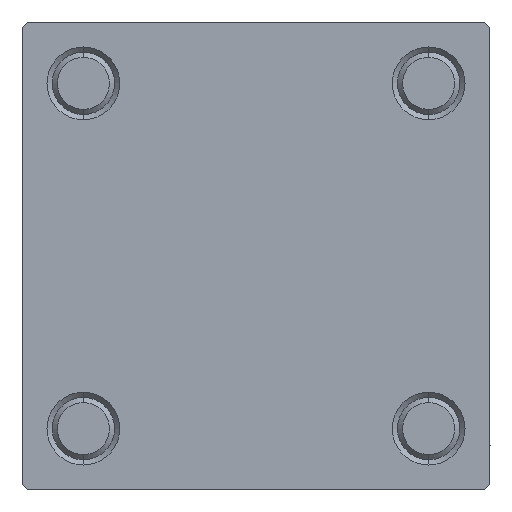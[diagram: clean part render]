
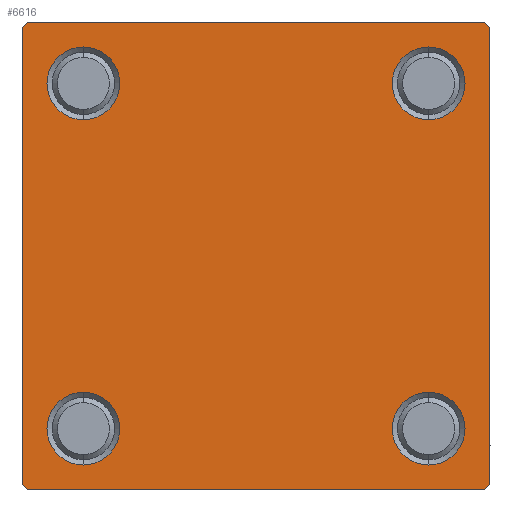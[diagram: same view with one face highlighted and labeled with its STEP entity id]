
A CAD part, left-side view. The second image highlights one B-rep face of the part: STEP entity #6616.
In plain terms, the highlighted planar face has unit normal (-1, 0, 0).
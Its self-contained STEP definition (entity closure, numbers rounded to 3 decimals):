
#53 = LINE ( 'NONE', #11431, #9206 ) ;
#274 = EDGE_LOOP ( 'NONE', ( #21866, #40406 ) ) ;
#479 = DIRECTION ( 'NONE',  ( 0., -0.707, -0.707 ) ) ;
#663 = LINE ( 'NONE', #36029, #20480 ) ;
#1128 = FACE_BOUND ( 'NONE', #46462, .T. ) ;
#1495 = CIRCLE ( 'NONE', #6345, 3.5 ) ;
#1721 = DIRECTION ( 'NONE',  ( 0., 0., 1. ) ) ;
#1800 = CARTESIAN_POINT ( 'NONE',  ( 0., 16.6, -20.1 ) ) ;
#1886 = DIRECTION ( 'NONE',  ( 0., 0., 1. ) ) ;
#1978 = DIRECTION ( 'NONE',  ( 1., 0., 0. ) ) ;
#2047 = DIRECTION ( 'NONE',  ( 0., -1., 0. ) ) ;
#2133 = FACE_OUTER_BOUND ( 'NONE', #25922, .T. ) ;
#2572 = DIRECTION ( 'NONE',  ( 0., 0., 1. ) ) ;
#3045 = EDGE_CURVE ( 'NONE', #29026, #44008, #13752, .T. ) ;
#4224 = ORIENTED_EDGE ( 'NONE', *, *, #33535, .T. ) ;
#4450 = CIRCLE ( 'NONE', #38377, 3.5 ) ;
#4647 = CIRCLE ( 'NONE', #23198, 3.5 ) ;
#4648 = EDGE_CURVE ( 'NONE', #26051, #33854, #29609, .T. ) ;
#4755 = DIRECTION ( 'NONE',  ( 1., 0., 0. ) ) ;
#4819 = ORIENTED_EDGE ( 'NONE', *, *, #3045, .T. ) ;
#5385 = EDGE_CURVE ( 'NONE', #38643, #41344, #39376, .T. ) ;
#5818 = CARTESIAN_POINT ( 'NONE',  ( 0., -22.5, 22. ) ) ;
#5859 = CARTESIAN_POINT ( 'NONE',  ( 0., -16.6, 16.6 ) ) ;
#6021 = DIRECTION ( 'NONE',  ( 0., 0., 1. ) ) ;
#6345 = AXIS2_PLACEMENT_3D ( 'NONE', #5859, #18247, #2572 ) ;
#6616 = ADVANCED_FACE ( 'NONE', ( #9713, #21347, #1128, #36765, #2133 ), #36009, .T. ) ;
#6964 = CARTESIAN_POINT ( 'NONE',  ( 0., -22.25, 22.25 ) ) ;
#7325 = LINE ( 'NONE', #35108, #7852 ) ;
#7505 = CARTESIAN_POINT ( 'NONE',  ( 0., -22., 22.5 ) ) ;
#7687 = ORIENTED_EDGE ( 'NONE', *, *, #10547, .T. ) ;
#7769 = CARTESIAN_POINT ( 'NONE',  ( 0., -22.5, 22.5 ) ) ;
#7852 = VECTOR ( 'NONE', #479, 1000. ) ;
#8849 = EDGE_LOOP ( 'NONE', ( #20058, #35106 ) ) ;
#9206 = VECTOR ( 'NONE', #49401, 1000. ) ;
#9295 = CARTESIAN_POINT ( 'NONE',  ( 0., 16.6, -16.6 ) ) ;
#9496 = EDGE_CURVE ( 'NONE', #49570, #41344, #23219, .T. ) ;
#9584 = AXIS2_PLACEMENT_3D ( 'NONE', #37386, #10586, #11578 ) ;
#9713 = FACE_BOUND ( 'NONE', #8849, .T. ) ;
#10547 = EDGE_CURVE ( 'NONE', #40711, #13921, #7325, .T. ) ;
#10586 = DIRECTION ( 'NONE',  ( 1., 0., 0. ) ) ;
#10751 = EDGE_CURVE ( 'NONE', #12525, #41818, #4647, .T. ) ;
#11397 = ORIENTED_EDGE ( 'NONE', *, *, #4648, .T. ) ;
#11431 = CARTESIAN_POINT ( 'NONE',  ( 0., 22.5, 22.5 ) ) ;
#11578 = DIRECTION ( 'NONE',  ( 0., 0., 1. ) ) ;
#12512 = CARTESIAN_POINT ( 'NONE',  ( 0., 0., 0. ) ) ;
#12525 = VERTEX_POINT ( 'NONE', #33141 ) ;
#12661 = AXIS2_PLACEMENT_3D ( 'NONE', #12512, #16555, #47915 ) ;
#13513 = CARTESIAN_POINT ( 'NONE',  ( 0., -16.6, -16.6 ) ) ;
#13572 = CARTESIAN_POINT ( 'NONE',  ( 0., 16.6, 20.1 ) ) ;
#13752 = LINE ( 'NONE', #14254, #24678 ) ;
#13799 = DIRECTION ( 'NONE',  ( 0., 0.707, 0.707 ) ) ;
#13921 = VERTEX_POINT ( 'NONE', #48039 ) ;
#14031 = EDGE_CURVE ( 'NONE', #42568, #26793, #42713, .T. ) ;
#14254 = CARTESIAN_POINT ( 'NONE',  ( 0., 22.25, 22.25 ) ) ;
#14526 = ORIENTED_EDGE ( 'NONE', *, *, #16710, .F. ) ;
#14582 = ORIENTED_EDGE ( 'NONE', *, *, #46627, .T. ) ;
#14583 = EDGE_CURVE ( 'NONE', #34306, #19683, #1495, .T. ) ;
#15131 = DIRECTION ( 'NONE',  ( 0., -0.707, 0.707 ) ) ;
#16107 = CARTESIAN_POINT ( 'NONE',  ( 0., -22., -22.5 ) ) ;
#16555 = DIRECTION ( 'NONE',  ( -1., 0., 0. ) ) ;
#16710 = EDGE_CURVE ( 'NONE', #29026, #40020, #29357, .T. ) ;
#17072 = DIRECTION ( 'NONE',  ( 0., -1., 0. ) ) ;
#18247 = DIRECTION ( 'NONE',  ( 1., 0., 0. ) ) ;
#18824 = ORIENTED_EDGE ( 'NONE', *, *, #9496, .T. ) ;
#19683 = VERTEX_POINT ( 'NONE', #27972 ) ;
#19948 = VECTOR ( 'NONE', #15131, 1000. ) ;
#20058 = ORIENTED_EDGE ( 'NONE', *, *, #14583, .T. ) ;
#20080 = CARTESIAN_POINT ( 'NONE',  ( 0., -16.6, 16.6 ) ) ;
#20303 = AXIS2_PLACEMENT_3D ( 'NONE', #28797, #43749, #25004 ) ;
#20480 = VECTOR ( 'NONE', #17072, 1000. ) ;
#20754 = EDGE_CURVE ( 'NONE', #19683, #34306, #30813, .T. ) ;
#20973 = EDGE_LOOP ( 'NONE', ( #38281, #11397 ) ) ;
#21037 = EDGE_CURVE ( 'NONE', #33854, #26051, #21088, .T. ) ;
#21088 = CIRCLE ( 'NONE', #20303, 3.5 ) ;
#21347 = FACE_BOUND ( 'NONE', #20973, .T. ) ;
#21514 = CARTESIAN_POINT ( 'NONE',  ( 0., 22.5, 22.5 ) ) ;
#21604 = CARTESIAN_POINT ( 'NONE',  ( 0., -16.6, -20.1 ) ) ;
#21866 = ORIENTED_EDGE ( 'NONE', *, *, #45837, .T. ) ;
#22500 = ORIENTED_EDGE ( 'NONE', *, *, #22942, .T. ) ;
#22942 = EDGE_CURVE ( 'NONE', #41818, #12525, #4450, .T. ) ;
#22960 = DIRECTION ( 'NONE',  ( 0., 0., -1. ) ) ;
#23198 = AXIS2_PLACEMENT_3D ( 'NONE', #29292, #1978, #6021 ) ;
#23219 = LINE ( 'NONE', #41456, #19948 ) ;
#24381 = DIRECTION ( 'NONE',  ( 0., 0., 1. ) ) ;
#24678 = VECTOR ( 'NONE', #25384, 1000. ) ;
#24749 = VECTOR ( 'NONE', #22960, 1000. ) ;
#25004 = DIRECTION ( 'NONE',  ( 0., 0., 1. ) ) ;
#25384 = DIRECTION ( 'NONE',  ( 0., 0.707, -0.707 ) ) ;
#25922 = EDGE_LOOP ( 'NONE', ( #14582, #7687, #44398, #18824, #32550, #4224, #14526, #4819 ) ) ;
#26051 = VERTEX_POINT ( 'NONE', #21604 ) ;
#26793 = VERTEX_POINT ( 'NONE', #13572 ) ;
#27972 = CARTESIAN_POINT ( 'NONE',  ( 0., -16.6, 13.1 ) ) ;
#28514 = CARTESIAN_POINT ( 'NONE',  ( 0., 22.5, 22. ) ) ;
#28797 = CARTESIAN_POINT ( 'NONE',  ( 0., -16.6, -16.6 ) ) ;
#29026 = VERTEX_POINT ( 'NONE', #36780 ) ;
#29292 = CARTESIAN_POINT ( 'NONE',  ( 0., 16.6, -16.6 ) ) ;
#29357 = LINE ( 'NONE', #21514, #41147 ) ;
#29609 = CIRCLE ( 'NONE', #32003, 3.5 ) ;
#30813 = CIRCLE ( 'NONE', #38074, 3.5 ) ;
#30989 = AXIS2_PLACEMENT_3D ( 'NONE', #41362, #45415, #32747 ) ;
#31653 = CARTESIAN_POINT ( 'NONE',  ( 0., 22.5, -22. ) ) ;
#32003 = AXIS2_PLACEMENT_3D ( 'NONE', #13513, #4755, #1886 ) ;
#32550 = ORIENTED_EDGE ( 'NONE', *, *, #5385, .F. ) ;
#32747 = DIRECTION ( 'NONE',  ( 0., 0., 1. ) ) ;
#33141 = CARTESIAN_POINT ( 'NONE',  ( 0., 16.6, -13.1 ) ) ;
#33535 = EDGE_CURVE ( 'NONE', #38643, #40020, #41613, .T. ) ;
#33854 = VERTEX_POINT ( 'NONE', #35496 ) ;
#34306 = VERTEX_POINT ( 'NONE', #35561 ) ;
#35106 = ORIENTED_EDGE ( 'NONE', *, *, #20754, .T. ) ;
#35108 = CARTESIAN_POINT ( 'NONE',  ( 0., 22.25, -22.25 ) ) ;
#35496 = CARTESIAN_POINT ( 'NONE',  ( 0., -16.6, -13.1 ) ) ;
#35561 = CARTESIAN_POINT ( 'NONE',  ( 0., -16.6, 20.1 ) ) ;
#36009 = PLANE ( 'NONE',  #12661 ) ;
#36029 = CARTESIAN_POINT ( 'NONE',  ( 0., 22.5, -22.5 ) ) ;
#36297 = CARTESIAN_POINT ( 'NONE',  ( 0., -22.5, -22. ) ) ;
#36765 = FACE_BOUND ( 'NONE', #274, .T. ) ;
#36780 = CARTESIAN_POINT ( 'NONE',  ( 0., 22., 22.5 ) ) ;
#37386 = CARTESIAN_POINT ( 'NONE',  ( 0., 16.6, 16.6 ) ) ;
#38074 = AXIS2_PLACEMENT_3D ( 'NONE', #20080, #47161, #24381 ) ;
#38281 = ORIENTED_EDGE ( 'NONE', *, *, #21037, .T. ) ;
#38377 = AXIS2_PLACEMENT_3D ( 'NONE', #9295, #40909, #1721 ) ;
#38643 = VERTEX_POINT ( 'NONE', #5818 ) ;
#39376 = LINE ( 'NONE', #7769, #24749 ) ;
#40020 = VERTEX_POINT ( 'NONE', #7505 ) ;
#40406 = ORIENTED_EDGE ( 'NONE', *, *, #14031, .T. ) ;
#40711 = VERTEX_POINT ( 'NONE', #31653 ) ;
#40909 = DIRECTION ( 'NONE',  ( 1., 0., 0. ) ) ;
#41147 = VECTOR ( 'NONE', #2047, 1000. ) ;
#41344 = VERTEX_POINT ( 'NONE', #36297 ) ;
#41362 = CARTESIAN_POINT ( 'NONE',  ( 0., 16.6, 16.6 ) ) ;
#41456 = CARTESIAN_POINT ( 'NONE',  ( 0., -22.25, -22.25 ) ) ;
#41613 = LINE ( 'NONE', #6964, #46940 ) ;
#41818 = VERTEX_POINT ( 'NONE', #1800 ) ;
#42306 = CIRCLE ( 'NONE', #30989, 3.5 ) ;
#42568 = VERTEX_POINT ( 'NONE', #44434 ) ;
#42713 = CIRCLE ( 'NONE', #9584, 3.5 ) ;
#43749 = DIRECTION ( 'NONE',  ( 1., 0., 0. ) ) ;
#44008 = VERTEX_POINT ( 'NONE', #28514 ) ;
#44398 = ORIENTED_EDGE ( 'NONE', *, *, #44823, .T. ) ;
#44434 = CARTESIAN_POINT ( 'NONE',  ( 0., 16.6, 13.1 ) ) ;
#44823 = EDGE_CURVE ( 'NONE', #13921, #49570, #663, .T. ) ;
#45415 = DIRECTION ( 'NONE',  ( 1., 0., 0. ) ) ;
#45837 = EDGE_CURVE ( 'NONE', #26793, #42568, #42306, .T. ) ;
#46462 = EDGE_LOOP ( 'NONE', ( #46815, #22500 ) ) ;
#46627 = EDGE_CURVE ( 'NONE', #44008, #40711, #53, .T. ) ;
#46815 = ORIENTED_EDGE ( 'NONE', *, *, #10751, .T. ) ;
#46940 = VECTOR ( 'NONE', #13799, 1000. ) ;
#47161 = DIRECTION ( 'NONE',  ( 1., 0., 0. ) ) ;
#47915 = DIRECTION ( 'NONE',  ( 0., 0., 1. ) ) ;
#48039 = CARTESIAN_POINT ( 'NONE',  ( 0., 22., -22.5 ) ) ;
#49401 = DIRECTION ( 'NONE',  ( 0., 0., -1. ) ) ;
#49570 = VERTEX_POINT ( 'NONE', #16107 ) ;
